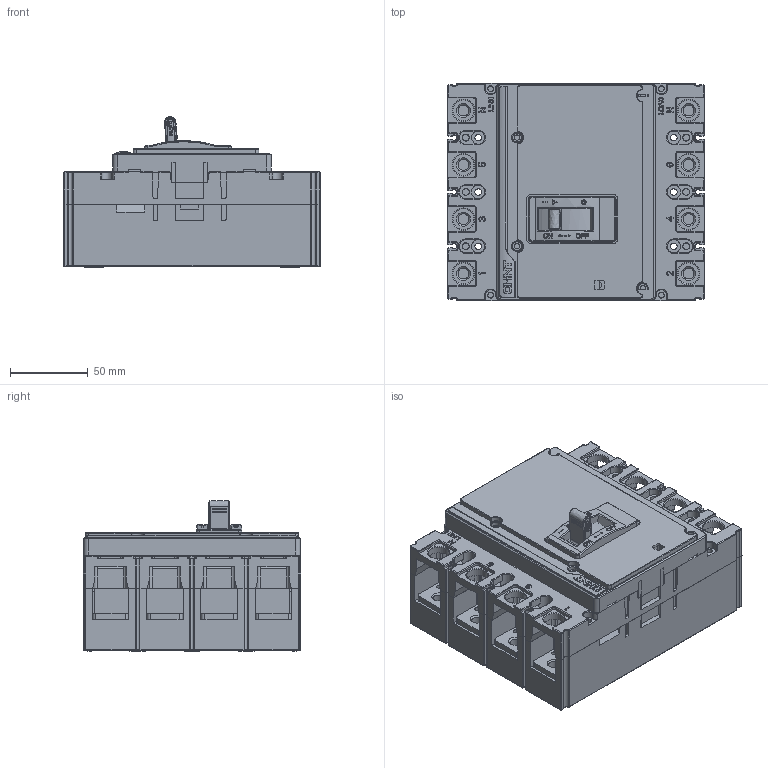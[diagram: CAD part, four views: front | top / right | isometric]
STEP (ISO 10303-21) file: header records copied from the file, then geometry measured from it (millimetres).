
FILE_DESCRIPTION(/* description */ (''),/* implementation_level */ '2;1');
FILE_NAME(/* name */ '2.259.247.1~56.stp',/* time_stamp */ '2017-04-14T13:27:17+08:00',/* author */ (''),/* organization */ (''),/* preprocessor_version */ 'ST-DEVELOPER v11',/* originating_system */ 'SIEMENS PLM Software NX 7.5',/* authorisation */ '');
FILE_SCHEMA (('CONFIG_CONTROL_DESIGN'));
Products named in the file (1): 2.259.247.1~56
Bounding box: 165 x 140 x 96.96 mm (x, y, z)
Volume: 1223606.5 mm3; surface area: 359396.8 mm2
Topology: 12 solids, 15 shells, 4857 faces, 13345 edges, 8492 vertices
Faces by surface type: plane 2908, cylinder 1295, sphere 191, extrusion 184, torus 139, cone 85, bspline 55
Full cylindrical faces by diameter (mm): 1.6 x1, 1.8 x1, 3 x17, 3.5 x10, 3.8 x4, 4 x24, 4.2 x6, 4.3 x6, 4.5 x6, 4.91 x6, 5 x14, 5.5 x4, 5.8 x2, 6.41 x12, 6.5 x4, 7 x24, 7.5 x6, 8.5 x12, 10 x12, 13 x16, 13.5 x8
Entity records: 184574 total; most frequent: CARTESIAN_POINT 63763, ORIENTED_EDGE 25432, DIRECTION 24110, EDGE_CURVE 12716, VECTOR 8880, LINE 8696, VERTEX_POINT 8326, AXIS2_PLACEMENT_3D 7615
